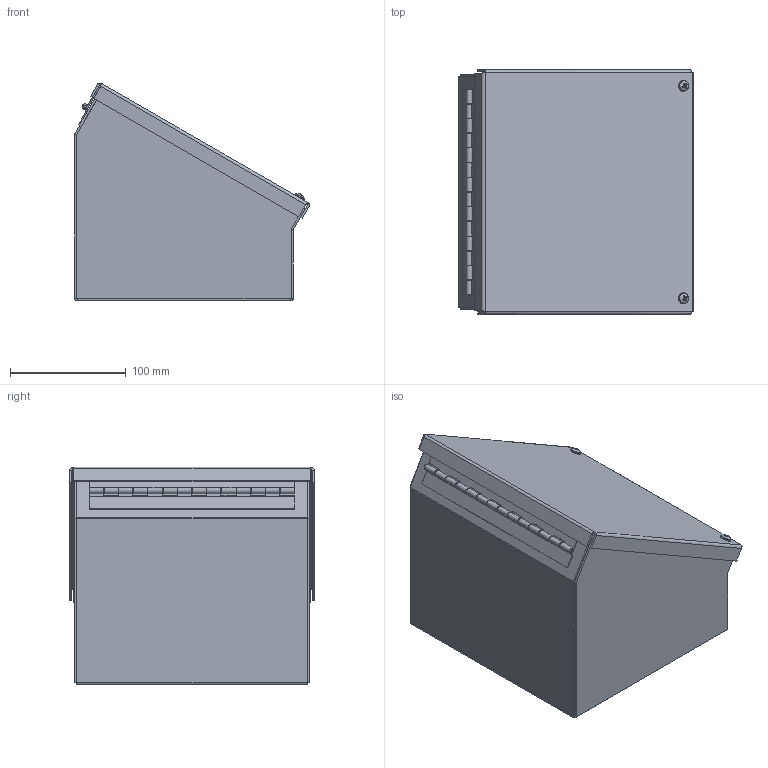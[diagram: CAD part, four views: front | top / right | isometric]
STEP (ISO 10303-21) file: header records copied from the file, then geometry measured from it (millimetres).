
FILE_DESCRIPTION(/* description */ ('WC_C_SS, CONSOLET BACK, TOP, & BOTTOM, 8X8'),/* implementation_level */ '2;1');
FILE_NAME(/* name */ 'WC08C08SS.stp',/* time_stamp */ '2015-06-08T16:51:48+05:00',/* author */ ('schinnathambi'),/* organization */ (''),/* preprocessor_version */ 'ST-DEVELOPER v15.2',/* originating_system */ 'Autodesk Inventor 2014',/* authorisation */ '');
FILE_SCHEMA (('AUTOMOTIVE_DESIGN { 1 0 10303 214 3 1 1 }'));
Length unit declared in the file: inch
Products named in the file (12): WC08C08SSBTB; WC08C08SSLID; WC08CSSLS; WC08CSSRS; 372163; 39077; 34984; H4050547LH; H4050547P; H4050547TH; H4050547; WC08C08SS
Bounding box: 202.88 x 211.14 x 188.29 mm (x, y, z)
Volume: 393666.3 mm3; surface area: 435110.8 mm2
Topology: 13 solids, 13 shells, 367 faces, 899 edges, 564 vertices
Faces by surface type: plane 234, cylinder 81, cone 32, torus 10, bspline 8, sphere 2
Full cylindrical faces by diameter (mm): 2.54 x1, 2.957 x14, 3.962 x2, 4.826 x2, 4.978 x2, 6.299 x2, 6.528 x2, 7.061 x2, 7.144 x2, 9.474 x2, 10.312 x2, 11.506 x2
Entity records: 9393 total; most frequent: CARTESIAN_POINT 2061, DIRECTION 1424, ORIENTED_EDGE 1372, EDGE_CURVE 686, AXIS2_PLACEMENT_3D 483, LINE 458, VECTOR 458, VERTEX_POINT 444
